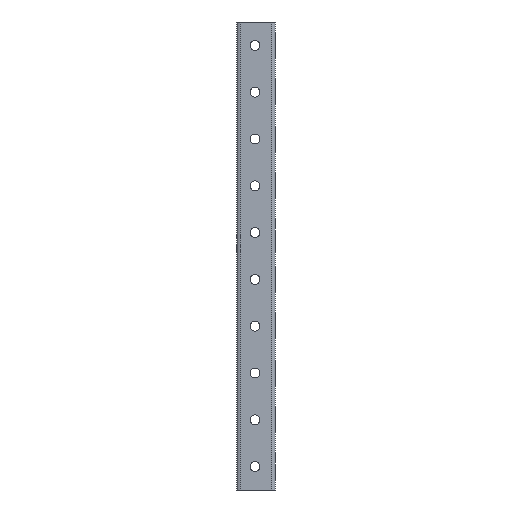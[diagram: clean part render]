
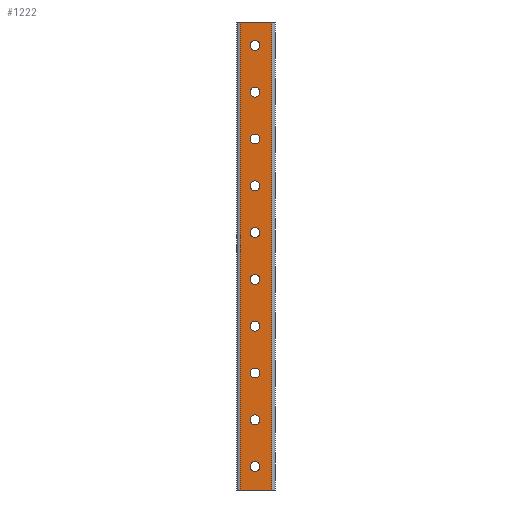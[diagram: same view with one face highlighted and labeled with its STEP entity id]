
A CAD part, left-side view. The second image highlights one B-rep face of the part: STEP entity #1222.
In plain terms, the highlighted planar face has unit normal (-1, 0, 0).
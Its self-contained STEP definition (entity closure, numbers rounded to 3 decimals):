
#81 = FACE_BOUND ( 'NONE', #1110, .T. ) ;
#82 = FACE_BOUND ( 'NONE', #1158, .T. ) ;
#83 = FACE_BOUND ( 'NONE', #3042, .T. ) ;
#84 = FACE_BOUND ( 'NONE', #1109, .T. ) ;
#86 = FACE_BOUND ( 'NONE', #3001, .T. ) ;
#87 = FACE_BOUND ( 'NONE', #2942, .T. ) ;
#88 = FACE_BOUND ( 'NONE', #1060, .T. ) ;
#89 = FACE_BOUND ( 'NONE', #2889, .T. ) ;
#90 = FACE_BOUND ( 'NONE', #2906, .T. ) ;
#91 = FACE_BOUND ( 'NONE', #2938, .T. ) ;
#92 = FACE_OUTER_BOUND ( 'NONE', #1107, .T. ) ;
#152 = CIRCLE ( 'NONE', #2601, 5.25 ) ;
#158 = LINE ( 'NONE', #2064, #163 ) ;
#163 = VECTOR ( 'NONE', #2031, 1000. ) ;
#164 = CIRCLE ( 'NONE', #2606, 5.25 ) ;
#183 = LINE ( 'NONE', #2101, #189 ) ;
#189 = VECTOR ( 'NONE', #2106, 1000. ) ;
#199 = CIRCLE ( 'NONE', #2549, 5.25 ) ;
#221 = CIRCLE ( 'NONE', #2753, 5.25 ) ;
#243 = CIRCLE ( 'NONE', #2781, 5.25 ) ;
#249 = CIRCLE ( 'NONE', #2794, 5.25 ) ;
#296 = LINE ( 'NONE', #1368, #298 ) ;
#298 = VECTOR ( 'NONE', #1813, 1000. ) ;
#313 = CIRCLE ( 'NONE', #2579, 5.25 ) ;
#559 = VERTEX_POINT ( 'NONE', #935 ) ;
#935 = CARTESIAN_POINT ( 'NONE',  ( -20.5, 37.5, -250. ) ) ;
#1060 = EDGE_LOOP ( 'NONE', ( #1220 ) ) ;
#1086 = VERTEX_POINT ( 'NONE', #1329 ) ;
#1088 = VERTEX_POINT ( 'NONE', #1327 ) ;
#1107 = EDGE_LOOP ( 'NONE', ( #1195, #1194, #1193, #1192 ) ) ;
#1109 = EDGE_LOOP ( 'NONE', ( #1199 ) ) ;
#1110 = EDGE_LOOP ( 'NONE', ( #1201 ) ) ;
#1138 = VERTEX_POINT ( 'NONE', #1250 ) ;
#1158 = EDGE_LOOP ( 'NONE', ( #1206 ) ) ;
#1192 = ORIENTED_EDGE ( 'NONE', *, *, #2988, .F. ) ;
#1193 = ORIENTED_EDGE ( 'NONE', *, *, #2642, .T. ) ;
#1194 = ORIENTED_EDGE ( 'NONE', *, *, #2681, .T. ) ;
#1195 = ORIENTED_EDGE ( 'NONE', *, *, #2807, .T. ) ;
#1196 = ORIENTED_EDGE ( 'NONE', *, *, #2754, .F. ) ;
#1197 = ORIENTED_EDGE ( 'NONE', *, *, #2694, .F. ) ;
#1198 = ORIENTED_EDGE ( 'NONE', *, *, #2731, .F. ) ;
#1199 = ORIENTED_EDGE ( 'NONE', *, *, #2648, .F. ) ;
#1201 = ORIENTED_EDGE ( 'NONE', *, *, #2817, .F. ) ;
#1203 = ORIENTED_EDGE ( 'NONE', *, *, #2872, .F. ) ;
#1205 = ORIENTED_EDGE ( 'NONE', *, *, #2947, .F. ) ;
#1206 = ORIENTED_EDGE ( 'NONE', *, *, #3008, .F. ) ;
#1219 = ORIENTED_EDGE ( 'NONE', *, *, #2631, .F. ) ;
#1220 = ORIENTED_EDGE ( 'NONE', *, *, #2765, .F. ) ;
#1222 = ADVANCED_FACE ( 'NONE', ( #89, #81, #84, #88, #82, #87, #86, #91, #83, #90, #92 ), #1335, .F. ) ;
#1250 = CARTESIAN_POINT ( 'NONE',  ( -20.5, 3.5, -250. ) ) ;
#1307 = DIRECTION ( 'NONE',  ( 1., 0., 0. ) ) ;
#1314 = CARTESIAN_POINT ( 'NONE',  ( -20.5, 37.5, 1500. ) ) ;
#1327 = CARTESIAN_POINT ( 'NONE',  ( -20.5, 3.5, 250. ) ) ;
#1329 = CARTESIAN_POINT ( 'NONE',  ( -20.5, 37.5, 250. ) ) ;
#1335 = PLANE ( 'NONE',  #2700 ) ;
#1358 = DIRECTION ( 'NONE',  ( 0., 1., 0. ) ) ;
#1368 = CARTESIAN_POINT ( 'NONE',  ( -20.5, 41., 250. ) ) ;
#1490 = CARTESIAN_POINT ( 'NONE',  ( -20.5, 21.5, 25. ) ) ;
#1491 = DIRECTION ( 'NONE',  ( -1., 0., 0. ) ) ;
#1492 = DIRECTION ( 'NONE',  ( 0., -1., 0. ) ) ;
#1507 = CARTESIAN_POINT ( 'NONE',  ( -20.5, 3.5, 1500. ) ) ;
#1508 = DIRECTION ( 'NONE',  ( 0., 0., -1. ) ) ;
#1527 = CARTESIAN_POINT ( 'NONE',  ( -20.5, 21.5, -25. ) ) ;
#1528 = DIRECTION ( 'NONE',  ( -1., 0., 0. ) ) ;
#1529 = DIRECTION ( 'NONE',  ( 0., -1., 0. ) ) ;
#1564 = CARTESIAN_POINT ( 'NONE',  ( -20.5, 16.25, -225. ) ) ;
#1565 = CARTESIAN_POINT ( 'NONE',  ( -20.5, 16.25, -125. ) ) ;
#1568 = CARTESIAN_POINT ( 'NONE',  ( -20.5, 16.25, 175. ) ) ;
#1573 = CARTESIAN_POINT ( 'NONE',  ( -20.5, 16.25, 125. ) ) ;
#1576 = CARTESIAN_POINT ( 'NONE',  ( -20.5, 16.25, 225. ) ) ;
#1577 = CARTESIAN_POINT ( 'NONE',  ( -20.5, 16.25, -75. ) ) ;
#1586 = CARTESIAN_POINT ( 'NONE',  ( -20.5, 16.25, -175. ) ) ;
#1593 = CARTESIAN_POINT ( 'NONE',  ( -20.5, 16.25, 75. ) ) ;
#1597 = CARTESIAN_POINT ( 'NONE',  ( -20.5, 16.25, 25. ) ) ;
#1599 = CARTESIAN_POINT ( 'NONE',  ( -20.5, 16.25, -25. ) ) ;
#1813 = DIRECTION ( 'NONE',  ( 0., 1., 0. ) ) ;
#1836 = CARTESIAN_POINT ( 'NONE',  ( -20.5, 21.5, -175. ) ) ;
#1837 = DIRECTION ( 'NONE',  ( -1., 0., 0. ) ) ;
#1838 = DIRECTION ( 'NONE',  ( 0., -1., 0. ) ) ;
#1971 = CARTESIAN_POINT ( 'NONE',  ( -20.5, 21.5, 75. ) ) ;
#1972 = DIRECTION ( 'NONE',  ( -1., 0., 0. ) ) ;
#1973 = DIRECTION ( 'NONE',  ( 0., -1., 0. ) ) ;
#2027 = DIRECTION ( 'NONE',  ( 0., -1., 0. ) ) ;
#2028 = DIRECTION ( 'NONE',  ( -1., 0., 0. ) ) ;
#2029 = CARTESIAN_POINT ( 'NONE',  ( -20.5, 21.5, -125. ) ) ;
#2031 = DIRECTION ( 'NONE',  ( 0., -1., 0. ) ) ;
#2035 = DIRECTION ( 'NONE',  ( 0., -1., 0. ) ) ;
#2036 = DIRECTION ( 'NONE',  ( -1., 0., 0. ) ) ;
#2037 = CARTESIAN_POINT ( 'NONE',  ( -20.5, 21.5, 175. ) ) ;
#2064 = CARTESIAN_POINT ( 'NONE',  ( -20.5, 41., -250. ) ) ;
#2076 = DIRECTION ( 'NONE',  ( 0., -1., 0. ) ) ;
#2077 = DIRECTION ( 'NONE',  ( -1., 0., 0. ) ) ;
#2079 = CARTESIAN_POINT ( 'NONE',  ( -20.5, 21.5, -225. ) ) ;
#2101 = CARTESIAN_POINT ( 'NONE',  ( -20.5, 37.5, 1500. ) ) ;
#2106 = DIRECTION ( 'NONE',  ( 0., 0., -1. ) ) ;
#2301 = CIRCLE ( 'NONE', #2711, 5.25 ) ;
#2346 = CIRCLE ( 'NONE', #2768, 5.25 ) ;
#2358 = LINE ( 'NONE', #1507, #2360 ) ;
#2360 = VECTOR ( 'NONE', #1508, 1000. ) ;
#2372 = CIRCLE ( 'NONE', #2797, 5.25 ) ;
#2397 = VERTEX_POINT ( 'NONE', #1564 ) ;
#2398 = VERTEX_POINT ( 'NONE', #1565 ) ;
#2401 = VERTEX_POINT ( 'NONE', #1568 ) ;
#2406 = VERTEX_POINT ( 'NONE', #1573 ) ;
#2409 = VERTEX_POINT ( 'NONE', #1576 ) ;
#2410 = VERTEX_POINT ( 'NONE', #1577 ) ;
#2419 = VERTEX_POINT ( 'NONE', #1586 ) ;
#2426 = VERTEX_POINT ( 'NONE', #1593 ) ;
#2430 = VERTEX_POINT ( 'NONE', #1597 ) ;
#2432 = VERTEX_POINT ( 'NONE', #1599 ) ;
#2549 = AXIS2_PLACEMENT_3D ( 'NONE', #2037, #2036, #2035 ) ;
#2579 = AXIS2_PLACEMENT_3D ( 'NONE', #1836, #1837, #1838 ) ;
#2601 = AXIS2_PLACEMENT_3D ( 'NONE', #2079, #2077, #2076 ) ;
#2606 = AXIS2_PLACEMENT_3D ( 'NONE', #2029, #2028, #2027 ) ;
#2631 = EDGE_CURVE ( 'NONE', #2397, #2397, #152, .T. ) ;
#2642 = EDGE_CURVE ( 'NONE', #559, #1138, #158, .T. ) ;
#2648 = EDGE_CURVE ( 'NONE', #2398, #2398, #164, .T. ) ;
#2681 = EDGE_CURVE ( 'NONE', #1086, #559, #183, .T. ) ;
#2694 = EDGE_CURVE ( 'NONE', #2401, #2401, #199, .T. ) ;
#2700 = AXIS2_PLACEMENT_3D ( 'NONE', #1314, #1307, #1358 ) ;
#2711 = AXIS2_PLACEMENT_3D ( 'NONE', #1971, #1972, #1973 ) ;
#2731 = EDGE_CURVE ( 'NONE', #2406, #2406, #221, .T. ) ;
#2753 = AXIS2_PLACEMENT_3D ( 'NONE', #3132, #3115, #3125 ) ;
#2754 = EDGE_CURVE ( 'NONE', #2409, #2409, #243, .T. ) ;
#2765 = EDGE_CURVE ( 'NONE', #2410, #2410, #249, .T. ) ;
#2768 = AXIS2_PLACEMENT_3D ( 'NONE', #1490, #1491, #1492 ) ;
#2781 = AXIS2_PLACEMENT_3D ( 'NONE', #3108, #3106, #3105 ) ;
#2794 = AXIS2_PLACEMENT_3D ( 'NONE', #3060, #3059, #3053 ) ;
#2797 = AXIS2_PLACEMENT_3D ( 'NONE', #1527, #1528, #1529 ) ;
#2807 = EDGE_CURVE ( 'NONE', #1088, #1086, #296, .T. ) ;
#2817 = EDGE_CURVE ( 'NONE', #2419, #2419, #313, .T. ) ;
#2872 = EDGE_CURVE ( 'NONE', #2426, #2426, #2301, .T. ) ;
#2889 = EDGE_LOOP ( 'NONE', ( #1219 ) ) ;
#2906 = EDGE_LOOP ( 'NONE', ( #1196 ) ) ;
#2938 = EDGE_LOOP ( 'NONE', ( #1198 ) ) ;
#2942 = EDGE_LOOP ( 'NONE', ( #1205 ) ) ;
#2947 = EDGE_CURVE ( 'NONE', #2430, #2430, #2346, .T. ) ;
#2988 = EDGE_CURVE ( 'NONE', #1088, #1138, #2358, .T. ) ;
#3001 = EDGE_LOOP ( 'NONE', ( #1203 ) ) ;
#3008 = EDGE_CURVE ( 'NONE', #2432, #2432, #2372, .T. ) ;
#3042 = EDGE_LOOP ( 'NONE', ( #1197 ) ) ;
#3053 = DIRECTION ( 'NONE',  ( 0., -1., 0. ) ) ;
#3059 = DIRECTION ( 'NONE',  ( -1., 0., 0. ) ) ;
#3060 = CARTESIAN_POINT ( 'NONE',  ( -20.5, 21.5, -75. ) ) ;
#3105 = DIRECTION ( 'NONE',  ( 0., -1., 0. ) ) ;
#3106 = DIRECTION ( 'NONE',  ( -1., 0., 0. ) ) ;
#3108 = CARTESIAN_POINT ( 'NONE',  ( -20.5, 21.5, 225. ) ) ;
#3115 = DIRECTION ( 'NONE',  ( -1., 0., 0. ) ) ;
#3125 = DIRECTION ( 'NONE',  ( 0., -1., 0. ) ) ;
#3132 = CARTESIAN_POINT ( 'NONE',  ( -20.5, 21.5, 125. ) ) ;
